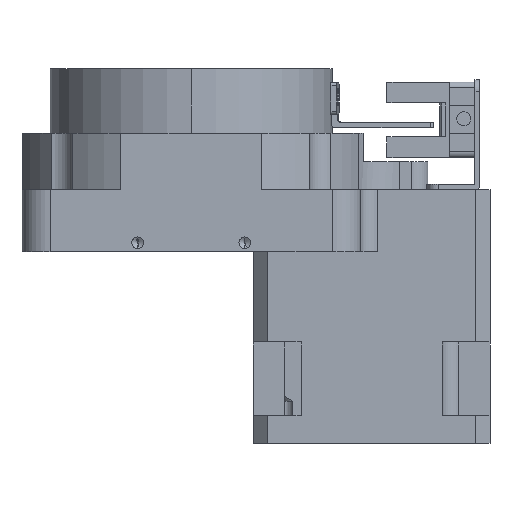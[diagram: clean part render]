
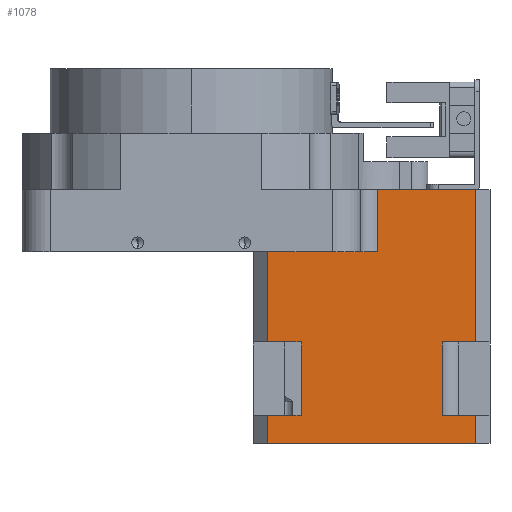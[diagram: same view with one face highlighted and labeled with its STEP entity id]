
A CAD part, left-side view. The second image highlights one B-rep face of the part: STEP entity #1078.
In plain terms, the highlighted planar face has unit normal (-1, 0, 0).
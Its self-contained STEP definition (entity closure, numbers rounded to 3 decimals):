
#36 = VERTEX_POINT ( 'NONE', #9312 ) ;
#79 = VECTOR ( 'NONE', #4481, 1000. ) ;
#166 = VERTEX_POINT ( 'NONE', #2962 ) ;
#265 = DIRECTION ( 'NONE',  ( 0., 0., 1. ) ) ;
#274 = LINE ( 'NONE', #6796, #79 ) ;
#314 = CARTESIAN_POINT ( 'NONE',  ( -21., -19.5, -16. ) ) ;
#455 = EDGE_CURVE ( 'NONE', #5786, #1361, #5613, .T. ) ;
#561 = ORIENTED_EDGE ( 'NONE', *, *, #6160, .T. ) ;
#651 = DIRECTION ( 'NONE',  ( 0., 0., 1. ) ) ;
#674 = VERTEX_POINT ( 'NONE', #909 ) ;
#795 = VERTEX_POINT ( 'NONE', #1449 ) ;
#909 = CARTESIAN_POINT ( 'NONE',  ( -21., -13.5, -29. ) ) ;
#911 = CARTESIAN_POINT ( 'NONE',  ( -21., -50.5, 32.5 ) ) ;
#945 = VECTOR ( 'NONE', #6400, 1000. ) ;
#1003 = DIRECTION ( 'NONE',  ( 0., 1., 0. ) ) ;
#1070 = EDGE_CURVE ( 'NONE', #795, #9179, #4527, .T. ) ;
#1078 = ADVANCED_FACE ( 'NONE', ( #6120 ), #2454, .F. ) ;
#1091 = ORIENTED_EDGE ( 'NONE', *, *, #4709, .F. ) ;
#1138 = LINE ( 'NONE', #5503, #6655 ) ;
#1216 = EDGE_CURVE ( 'NONE', #9179, #9043, #274, .T. ) ;
#1231 = DIRECTION ( 'NONE',  ( 0., 0., -1. ) ) ;
#1252 = CARTESIAN_POINT ( 'NONE',  ( -21., -32.975, -29. ) ) ;
#1277 = VECTOR ( 'NONE', #3218, 1000. ) ;
#1361 = VERTEX_POINT ( 'NONE', #3267 ) ;
#1366 = LINE ( 'NONE', #4197, #9303 ) ;
#1410 = DIRECTION ( 'NONE',  ( 0., 1., 0. ) ) ;
#1434 = CARTESIAN_POINT ( 'NONE',  ( -21., -44.5, -29. ) ) ;
#1449 = CARTESIAN_POINT ( 'NONE',  ( -21., -19.5, -29. ) ) ;
#1533 = ORIENTED_EDGE ( 'NONE', *, *, #4962, .F. ) ;
#1556 = CARTESIAN_POINT ( 'NONE',  ( -21., -13.5, -34. ) ) ;
#1630 = ORIENTED_EDGE ( 'NONE', *, *, #1070, .F. ) ;
#1686 = DIRECTION ( 'NONE',  ( 0., 1., 0. ) ) ;
#1844 = VECTOR ( 'NONE', #4924, 1000. ) ;
#1853 = LINE ( 'NONE', #3373, #8988 ) ;
#2172 = CARTESIAN_POINT ( 'NONE',  ( -21., -13.5, -34. ) ) ;
#2234 = DIRECTION ( 'NONE',  ( 0., 0., 1. ) ) ;
#2287 = ORIENTED_EDGE ( 'NONE', *, *, #5025, .F. ) ;
#2454 = PLANE ( 'NONE',  #2770 ) ;
#2519 = CARTESIAN_POINT ( 'NONE',  ( -21., -50.5, 32.5 ) ) ;
#2770 = AXIS2_PLACEMENT_3D ( 'NONE', #3176, #5386, #1686 ) ;
#2870 = VECTOR ( 'NONE', #4036, 1000. ) ;
#2962 = CARTESIAN_POINT ( 'NONE',  ( -21., -13.5, 0. ) ) ;
#2970 = EDGE_CURVE ( 'NONE', #8915, #3757, #8404, .T. ) ;
#3176 = CARTESIAN_POINT ( 'NONE',  ( -21., -32.975, 32.5 ) ) ;
#3193 = LINE ( 'NONE', #2519, #945 ) ;
#3218 = DIRECTION ( 'NONE',  ( 0., 0., 1. ) ) ;
#3267 = CARTESIAN_POINT ( 'NONE',  ( -21., -50.5, 11. ) ) ;
#3313 = DIRECTION ( 'NONE',  ( 0., 1., 0. ) ) ;
#3373 = CARTESIAN_POINT ( 'NONE',  ( -21., -32.975, 32.5 ) ) ;
#3431 = EDGE_CURVE ( 'NONE', #3757, #3767, #7727, .T. ) ;
#3456 = LINE ( 'NONE', #1252, #8082 ) ;
#3714 = LINE ( 'NONE', #2172, #8839 ) ;
#3757 = VERTEX_POINT ( 'NONE', #1434 ) ;
#3767 = VERTEX_POINT ( 'NONE', #5378 ) ;
#3825 = CARTESIAN_POINT ( 'NONE',  ( -21., -13.5, -34. ) ) ;
#3842 = VERTEX_POINT ( 'NONE', #6157 ) ;
#4036 = DIRECTION ( 'NONE',  ( 0., 1., 0. ) ) ;
#4197 = CARTESIAN_POINT ( 'NONE',  ( -21., -13.5, 0. ) ) ;
#4290 = CARTESIAN_POINT ( 'NONE',  ( -21., -13.5, -16. ) ) ;
#4359 = DIRECTION ( 'NONE',  ( 0., 0., -1. ) ) ;
#4481 = DIRECTION ( 'NONE',  ( 0., 1., 0. ) ) ;
#4527 = LINE ( 'NONE', #7583, #7256 ) ;
#4554 = LINE ( 'NONE', #911, #6492 ) ;
#4709 = EDGE_CURVE ( 'NONE', #8915, #3842, #3193, .T. ) ;
#4924 = DIRECTION ( 'NONE',  ( 0., -1., 0. ) ) ;
#4962 = EDGE_CURVE ( 'NONE', #8375, #674, #5069, .T. ) ;
#5025 = EDGE_CURVE ( 'NONE', #36, #3767, #1138, .T. ) ;
#5069 = LINE ( 'NONE', #3825, #9403 ) ;
#5378 = CARTESIAN_POINT ( 'NONE',  ( -21., -44.5, -16. ) ) ;
#5386 = DIRECTION ( 'NONE',  ( 1., 0., 0. ) ) ;
#5471 = VECTOR ( 'NONE', #1410, 1000. ) ;
#5503 = CARTESIAN_POINT ( 'NONE',  ( -21., -32.975, -16. ) ) ;
#5613 = LINE ( 'NONE', #8576, #1844 ) ;
#5786 = VERTEX_POINT ( 'NONE', #8342 ) ;
#6002 = EDGE_CURVE ( 'NONE', #1361, #36, #4554, .T. ) ;
#6012 = CARTESIAN_POINT ( 'NONE',  ( -21., -13.5, -34. ) ) ;
#6097 = ORIENTED_EDGE ( 'NONE', *, *, #3431, .T. ) ;
#6120 = FACE_OUTER_BOUND ( 'NONE', #7802, .T. ) ;
#6157 = CARTESIAN_POINT ( 'NONE',  ( -21., -50.5, -34. ) ) ;
#6160 = EDGE_CURVE ( 'NONE', #8297, #166, #1366, .T. ) ;
#6400 = DIRECTION ( 'NONE',  ( 0., 0., -1. ) ) ;
#6438 = CARTESIAN_POINT ( 'NONE',  ( -21., -32.975, 0. ) ) ;
#6492 = VECTOR ( 'NONE', #4359, 1000. ) ;
#6655 = VECTOR ( 'NONE', #1003, 1000. ) ;
#6796 = CARTESIAN_POINT ( 'NONE',  ( -21., -32.975, -16. ) ) ;
#7128 = CARTESIAN_POINT ( 'NONE',  ( -21., -32.975, -29. ) ) ;
#7219 = ORIENTED_EDGE ( 'NONE', *, *, #6002, .F. ) ;
#7256 = VECTOR ( 'NONE', #265, 1000. ) ;
#7305 = LINE ( 'NONE', #1556, #5471 ) ;
#7345 = ORIENTED_EDGE ( 'NONE', *, *, #7367, .T. ) ;
#7367 = EDGE_CURVE ( 'NONE', #5786, #8297, #1853, .T. ) ;
#7373 = ORIENTED_EDGE ( 'NONE', *, *, #8130, .T. ) ;
#7482 = EDGE_CURVE ( 'NONE', #9043, #166, #3714, .T. ) ;
#7562 = ORIENTED_EDGE ( 'NONE', *, *, #455, .F. ) ;
#7583 = CARTESIAN_POINT ( 'NONE',  ( -21., -19.5, 32.5 ) ) ;
#7584 = CARTESIAN_POINT ( 'NONE',  ( -21., -44.5, 32.5 ) ) ;
#7664 = ORIENTED_EDGE ( 'NONE', *, *, #2970, .T. ) ;
#7727 = LINE ( 'NONE', #7584, #1277 ) ;
#7753 = ORIENTED_EDGE ( 'NONE', *, *, #1216, .F. ) ;
#7802 = EDGE_LOOP ( 'NONE', ( #1091, #7664, #6097, #2287, #7219, #7562, #7345, #561, #8769, #7753, #1630, #7373, #1533, #8010 ) ) ;
#8010 = ORIENTED_EDGE ( 'NONE', *, *, #8652, .F. ) ;
#8082 = VECTOR ( 'NONE', #3313, 1000. ) ;
#8130 = EDGE_CURVE ( 'NONE', #795, #674, #3456, .T. ) ;
#8297 = VERTEX_POINT ( 'NONE', #6438 ) ;
#8342 = CARTESIAN_POINT ( 'NONE',  ( -21., -32.975, 11. ) ) ;
#8375 = VERTEX_POINT ( 'NONE', #6012 ) ;
#8404 = LINE ( 'NONE', #7128, #2870 ) ;
#8576 = CARTESIAN_POINT ( 'NONE',  ( -21., -32.975, 11. ) ) ;
#8652 = EDGE_CURVE ( 'NONE', #3842, #8375, #7305, .T. ) ;
#8654 = DIRECTION ( 'NONE',  ( 0., 1., 0. ) ) ;
#8769 = ORIENTED_EDGE ( 'NONE', *, *, #7482, .F. ) ;
#8839 = VECTOR ( 'NONE', #651, 1000. ) ;
#8915 = VERTEX_POINT ( 'NONE', #9140 ) ;
#8988 = VECTOR ( 'NONE', #1231, 1000. ) ;
#9043 = VERTEX_POINT ( 'NONE', #4290 ) ;
#9140 = CARTESIAN_POINT ( 'NONE',  ( -21., -50.5, -29. ) ) ;
#9179 = VERTEX_POINT ( 'NONE', #314 ) ;
#9303 = VECTOR ( 'NONE', #8654, 1000. ) ;
#9312 = CARTESIAN_POINT ( 'NONE',  ( -21., -50.5, -16. ) ) ;
#9403 = VECTOR ( 'NONE', #2234, 1000. ) ;
